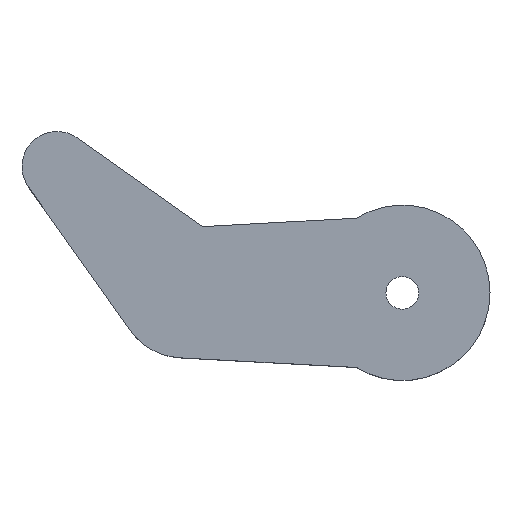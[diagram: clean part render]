
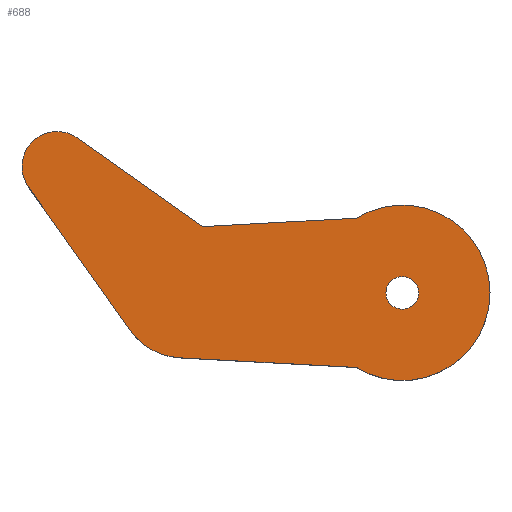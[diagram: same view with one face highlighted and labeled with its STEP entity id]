
A CAD part, top view. The second image highlights one B-rep face of the part: STEP entity #688.
In plain terms, the highlighted planar face has unit normal (0, 0, 1).
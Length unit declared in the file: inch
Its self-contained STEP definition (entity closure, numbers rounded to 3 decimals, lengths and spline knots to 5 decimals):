
#20 = CARTESIAN_POINT ( 'NONE',  ( -2.39076, 0.39104, 0.04724 ) ) ;
#27 = DIRECTION ( 'NONE',  ( 1., 0., 0. ) ) ;
#28 = CIRCLE ( 'NONE', #432, 0.16433 ) ;
#34 = AXIS2_PLACEMENT_3D ( 'NONE', #97, #454, #27 ) ;
#42 = CARTESIAN_POINT ( 'NONE',  ( -1.34877, 0., 0.04724 ) ) ;
#44 = ORIENTED_EDGE ( 'NONE', *, *, #479, .T. ) ;
#51 = DIRECTION ( 'NONE',  ( 1., 0., 0. ) ) ;
#55 = CARTESIAN_POINT ( 'NONE',  ( -1.68643, -0.18845, 0.04724 ) ) ;
#62 = CARTESIAN_POINT ( 'NONE',  ( -2.25739, -0.09504, 0.04724 ) ) ;
#70 = EDGE_CURVE ( 'NONE', #420, #682, #217, .T. ) ;
#74 = FACE_OUTER_BOUND ( 'NONE', #226, .T. ) ;
#87 = EDGE_CURVE ( 'NONE', #682, #136, #639, .T. ) ;
#97 = CARTESIAN_POINT ( 'NONE',  ( -1.57018, 0., 0.04724 ) ) ;
#99 = DIRECTION ( 'NONE',  ( 1., 0., 0. ) ) ;
#104 = DIRECTION ( 'NONE',  ( 0., 0., 1. ) ) ;
#110 = DIRECTION ( 'NONE',  ( -0.999, -0.055, 0. ) ) ;
#120 = CARTESIAN_POINT ( 'NONE',  ( -1.57018, 0., 0.04724 ) ) ;
#122 = VERTEX_POINT ( 'NONE', #62 ) ;
#128 = VERTEX_POINT ( 'NONE', #20 ) ;
#134 = LINE ( 'NONE', #559, #729 ) ;
#136 = VERTEX_POINT ( 'NONE', #42 ) ;
#141 = EDGE_CURVE ( 'NONE', #235, #155, #578, .T. ) ;
#142 = DIRECTION ( 'NONE',  ( -1., 0., 0. ) ) ;
#145 = DIRECTION ( 'NONE',  ( 0.999, -0.055, 0. ) ) ;
#152 = LINE ( 'NONE', #687, #601 ) ;
#155 = VERTEX_POINT ( 'NONE', #606 ) ;
#181 = VECTOR ( 'NONE', #754, 39.37008 ) ;
#192 = CARTESIAN_POINT ( 'NONE',  ( -2.1323, -0.16409, 0.04724 ) ) ;
#202 = LINE ( 'NONE', #539, #181 ) ;
#209 = CARTESIAN_POINT ( 'NONE',  ( -2.44204, 0.31871, 0.04724 ) ) ;
#211 = ORIENTED_EDGE ( 'NONE', *, *, #288, .T. ) ;
#216 = FACE_BOUND ( 'NONE', #546, .T. ) ;
#217 = LINE ( 'NONE', #192, #589 ) ;
#226 = EDGE_LOOP ( 'NONE', ( #642, #431, #472, #44, #290, #531, #452, #211 ) ) ;
#234 = CARTESIAN_POINT ( 'NONE',  ( -1.57018, 0., 0.04724 ) ) ;
#235 = VERTEX_POINT ( 'NONE', #542 ) ;
#249 = AXIS2_PLACEMENT_3D ( 'NONE', #747, #376, #697 ) ;
#288 = EDGE_CURVE ( 'NONE', #136, #702, #654, .T. ) ;
#290 = ORIENTED_EDGE ( 'NONE', *, *, #734, .T. ) ;
#297 = AXIS2_PLACEMENT_3D ( 'NONE', #234, #469, #51 ) ;
#314 = ORIENTED_EDGE ( 'NONE', *, *, #605, .F. ) ;
#319 = CARTESIAN_POINT ( 'NONE',  ( -2.51438, 0.26743, 0.04724 ) ) ;
#332 = CARTESIAN_POINT ( 'NONE',  ( -2.1323, -0.16409, 0.04724 ) ) ;
#337 = EDGE_CURVE ( 'NONE', #128, #487, #604, .T. ) ;
#344 = EDGE_CURVE ( 'NONE', #527, #128, #134, .T. ) ;
#353 = DIRECTION ( 'NONE',  ( 1., 0., 0. ) ) ;
#376 = DIRECTION ( 'NONE',  ( 0., 0., 1. ) ) ;
#417 = DIRECTION ( 'NONE',  ( 1., 0., 0. ) ) ;
#420 = VERTEX_POINT ( 'NONE', #332 ) ;
#424 = AXIS2_PLACEMENT_3D ( 'NONE', #647, #649, #353 ) ;
#431 = ORIENTED_EDGE ( 'NONE', *, *, #344, .T. ) ;
#432 = AXIS2_PLACEMENT_3D ( 'NONE', #468, #633, #417 ) ;
#434 = CARTESIAN_POINT ( 'NONE',  ( -2.07506, 0.16721, 0.04724 ) ) ;
#448 = DIRECTION ( 'NONE',  ( -0.816, 0.578, 0. ) ) ;
#452 = ORIENTED_EDGE ( 'NONE', *, *, #87, .T. ) ;
#454 = DIRECTION ( 'NONE',  ( 0., 0., 1. ) ) ;
#468 = CARTESIAN_POINT ( 'NONE',  ( -2.12333, 0., 0.04724 ) ) ;
#469 = DIRECTION ( 'NONE',  ( 0., 0., 1. ) ) ;
#472 = ORIENTED_EDGE ( 'NONE', *, *, #337, .T. ) ;
#479 = EDGE_CURVE ( 'NONE', #487, #122, #202, .T. ) ;
#487 = VERTEX_POINT ( 'NONE', #319 ) ;
#497 = AXIS2_PLACEMENT_3D ( 'NONE', #209, #558, #142 ) ;
#527 = VERTEX_POINT ( 'NONE', #434 ) ;
#531 = ORIENTED_EDGE ( 'NONE', *, *, #70, .T. ) ;
#539 = CARTESIAN_POINT ( 'NONE',  ( -2.25739, -0.09504, 0.04724 ) ) ;
#542 = CARTESIAN_POINT ( 'NONE',  ( -1.52884, 0., 0.04724 ) ) ;
#546 = EDGE_LOOP ( 'NONE', ( #556, #314 ) ) ;
#556 = ORIENTED_EDGE ( 'NONE', *, *, #141, .F. ) ;
#558 = DIRECTION ( 'NONE',  ( 0., 0., 1. ) ) ;
#559 = CARTESIAN_POINT ( 'NONE',  ( -2.39076, 0.39104, 0.04724 ) ) ;
#573 = CIRCLE ( 'NONE', #249, 0.04134 ) ;
#577 = AXIS2_PLACEMENT_3D ( 'NONE', #120, #104, #99 ) ;
#578 = CIRCLE ( 'NONE', #424, 0.04134 ) ;
#588 = CARTESIAN_POINT ( 'NONE',  ( -1.68643, 0.18845, 0.04724 ) ) ;
#589 = VECTOR ( 'NONE', #145, 39.37008 ) ;
#601 = VECTOR ( 'NONE', #110, 39.37008 ) ;
#604 = CIRCLE ( 'NONE', #497, 0.08867 ) ;
#605 = EDGE_CURVE ( 'NONE', #155, #235, #573, .T. ) ;
#606 = CARTESIAN_POINT ( 'NONE',  ( -1.61152, 0., 0.04724 ) ) ;
#633 = DIRECTION ( 'NONE',  ( 0., 0., 1. ) ) ;
#639 = CIRCLE ( 'NONE', #577, 0.22142 ) ;
#642 = ORIENTED_EDGE ( 'NONE', *, *, #750, .T. ) ;
#647 = CARTESIAN_POINT ( 'NONE',  ( -1.57018, 0., 0.04724 ) ) ;
#649 = DIRECTION ( 'NONE',  ( 0., 0., 1. ) ) ;
#654 = CIRCLE ( 'NONE', #34, 0.22142 ) ;
#682 = VERTEX_POINT ( 'NONE', #55 ) ;
#687 = CARTESIAN_POINT ( 'NONE',  ( -1.66507, 0.18962, 0.04724 ) ) ;
#688 = ADVANCED_FACE ( 'NONE', ( #216, #74 ), #744, .T. ) ;
#697 = DIRECTION ( 'NONE',  ( 1., 0., 0. ) ) ;
#702 = VERTEX_POINT ( 'NONE', #588 ) ;
#729 = VECTOR ( 'NONE', #448, 39.37008 ) ;
#734 = EDGE_CURVE ( 'NONE', #122, #420, #28, .T. ) ;
#744 = PLANE ( 'NONE',  #297 ) ;
#747 = CARTESIAN_POINT ( 'NONE',  ( -1.57018, 0., 0.04724 ) ) ;
#750 = EDGE_CURVE ( 'NONE', #702, #527, #152, .T. ) ;
#754 = DIRECTION ( 'NONE',  ( 0.578, -0.816, 0. ) ) ;
